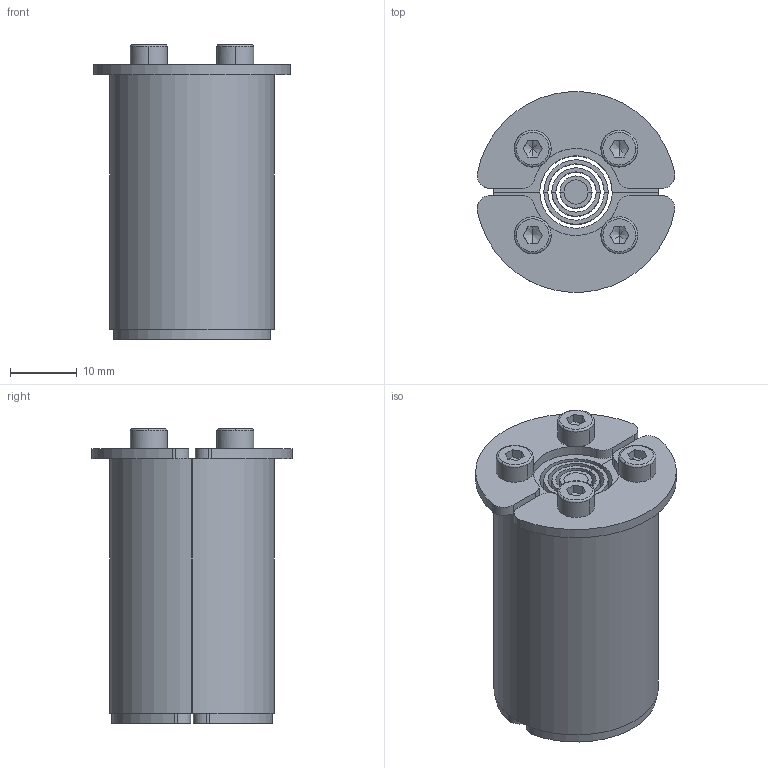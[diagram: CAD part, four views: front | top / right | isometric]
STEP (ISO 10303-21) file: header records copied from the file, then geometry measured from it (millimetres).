
FILE_DESCRIPTION((''),'2;1');
FILE_NAME('RS25.stp','2009-08-14T11:13:55',('JE BOHLIN'),('Roxtec International AB'),'Mechanical Desktop 2005','Mechanical Desktop 2005',', , ');
FILE_SCHEMA(('CONFIG_CONTROL_DESIGN'));
Length unit declared in the file: millimetre
Products named in the file (8): RS25; HALF; FRONT; REAR ; RUBBER; CYLINDER HEAD CAP SCREW - DIN 912 - M3 X 30; CORE; A4-LLOGO
Assembly tree (9 placements, depth 3):
  RS25
    HALF  x2
      FRONT
      REAR 
      RUBBER
      CYLINDER HEAD CAP SCREW - DIN 912 - M3 X 30
    CORE
    A4-LLOGO
Bounding box: 29.51 x 29.94 x 44 mm (x, y, z)
Surface area: 17329.9 mm2 (no closed solid volume)
Topology: 0 solids, 0 shells, 192 faces, 924 edges, 919 vertices
Faces by surface type: bspline 192
Entity records: 4061 total; most frequent: CARTESIAN_POINT 2811, COMPOSITE_CURVE_SEGMENT 382, QUASI_UNIFORM_CURVE 283, PCURVE 145, CURVE_BOUNDED_SURFACE 81, OUTER_BOUNDARY_CURVE 79, QUASI_UNIFORM_SURFACE 35, DIRECTION 20
